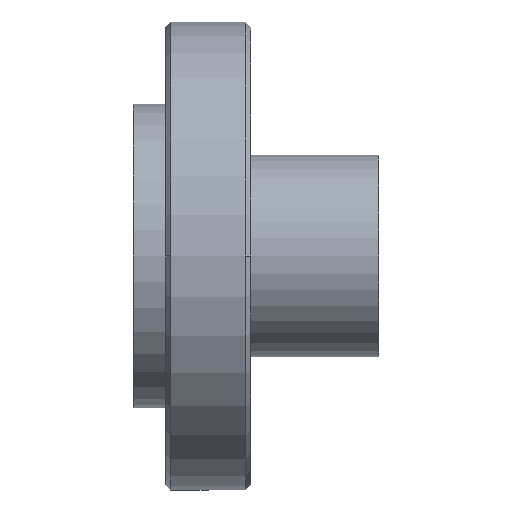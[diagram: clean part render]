
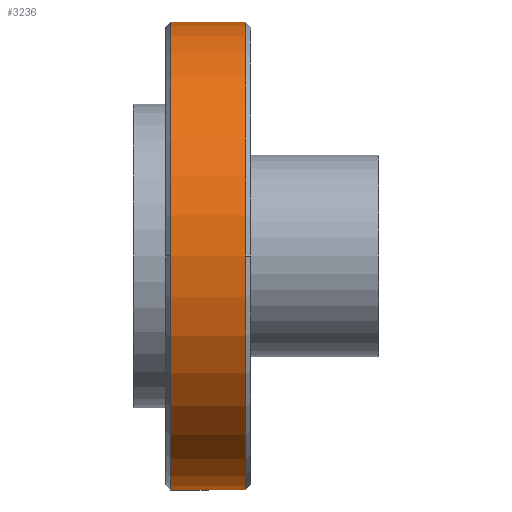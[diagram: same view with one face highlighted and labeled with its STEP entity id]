
A CAD part, left-side view. The second image highlights one B-rep face of the part: STEP entity #3236.
In plain terms, the highlighted cylindrical face has radius 34.925 mm (diameter 69.85 mm), a partial arc.
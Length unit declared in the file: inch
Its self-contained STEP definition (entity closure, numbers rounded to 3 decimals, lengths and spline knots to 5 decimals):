
#163 = AXIS2_PLACEMENT_3D ( 'NONE', #3647, #3646, #3643 ) ;
#192 = CARTESIAN_POINT ( 'NONE',  ( -1.375, -0.03, 0. ) ) ;
#199 = AXIS2_PLACEMENT_3D ( 'NONE', #1816, #1815, #1814 ) ;
#268 = VERTEX_POINT ( 'NONE', #2357 ) ;
#281 = VERTEX_POINT ( 'NONE', #2338 ) ;
#282 = VERTEX_POINT ( 'NONE', #2337 ) ;
#295 = VERTEX_POINT ( 'NONE', #2322 ) ;
#296 = VERTEX_POINT ( 'NONE', #2321 ) ;
#416 = ORIENTED_EDGE ( 'NONE', *, *, #1256, .F. ) ;
#417 = ORIENTED_EDGE ( 'NONE', *, *, #1325, .T. ) ;
#418 = ORIENTED_EDGE ( 'NONE', *, *, #1007, .T. ) ;
#419 = ORIENTED_EDGE ( 'NONE', *, *, #1220, .T. ) ;
#420 = ORIENTED_EDGE ( 'NONE', *, *, #1003, .F. ) ;
#421 = ORIENTED_EDGE ( 'NONE', *, *, #1044, .F. ) ;
#666 = EDGE_LOOP ( 'NONE', ( #416, #417, #418, #419, #420, #421 ) ) ;
#1003 = EDGE_CURVE ( 'NONE', #295, #282, #2134, .T. ) ;
#1007 = EDGE_CURVE ( 'NONE', #1760, #268, #2149, .T. ) ;
#1044 = EDGE_CURVE ( 'NONE', #296, #295, #2252, .T. ) ;
#1220 = EDGE_CURVE ( 'NONE', #268, #282, #2855, .T. ) ;
#1256 = EDGE_CURVE ( 'NONE', #281, #296, #3540, .T. ) ;
#1301 = AXIS2_PLACEMENT_3D ( 'NONE', #3046, #3045, #3044 ) ;
#1325 = EDGE_CURVE ( 'NONE', #281, #1760, #2078, .T. ) ;
#1335 = AXIS2_PLACEMENT_3D ( 'NONE', #1576, #1586, #1575 ) ;
#1342 = AXIS2_PLACEMENT_3D ( 'NONE', #1570, #1577, #1592 ) ;
#1570 = CARTESIAN_POINT ( 'NONE',  ( 0., -0.47, 0. ) ) ;
#1575 = DIRECTION ( 'NONE',  ( 0., 0., -1. ) ) ;
#1576 = CARTESIAN_POINT ( 'NONE',  ( 0., -0.03, 0. ) ) ;
#1577 = DIRECTION ( 'NONE',  ( 0., -1., 0. ) ) ;
#1586 = DIRECTION ( 'NONE',  ( 0., -1., 0. ) ) ;
#1592 = DIRECTION ( 'NONE',  ( 0., 0., 1. ) ) ;
#1760 = VERTEX_POINT ( 'NONE', #192 ) ;
#1814 = DIRECTION ( 'NONE',  ( 0., 0., -1. ) ) ;
#1815 = DIRECTION ( 'NONE',  ( 0., -1., 0. ) ) ;
#1816 = CARTESIAN_POINT ( 'NONE',  ( 0., -0.03, 0. ) ) ;
#1853 = DIRECTION ( 'NONE',  ( 0., -1., 0. ) ) ;
#1854 = CARTESIAN_POINT ( 'NONE',  ( 0., 0., 1.375 ) ) ;
#1879 = DIRECTION ( 'NONE',  ( 0., -1., 0. ) ) ;
#1880 = CARTESIAN_POINT ( 'NONE',  ( 0., 0., -1.375 ) ) ;
#2078 = CIRCLE ( 'NONE', #199, 1.375 ) ;
#2134 = CIRCLE ( 'NONE', #1342, 1.375 ) ;
#2149 = CIRCLE ( 'NONE', #1335, 1.375 ) ;
#2252 = CIRCLE ( 'NONE', #1301, 1.375 ) ;
#2321 = CARTESIAN_POINT ( 'NONE',  ( 0., -0.47, 1.375 ) ) ;
#2322 = CARTESIAN_POINT ( 'NONE',  ( -1.375, -0.47, 0. ) ) ;
#2337 = CARTESIAN_POINT ( 'NONE',  ( 0., -0.47, -1.375 ) ) ;
#2338 = CARTESIAN_POINT ( 'NONE',  ( 0., -0.03, 1.375 ) ) ;
#2357 = CARTESIAN_POINT ( 'NONE',  ( 0., -0.03, -1.375 ) ) ;
#2611 = FACE_OUTER_BOUND ( 'NONE', #666, .T. ) ;
#2618 = CYLINDRICAL_SURFACE ( 'NONE', #163, 1.375 ) ;
#2855 = LINE ( 'NONE', #1880, #2858 ) ;
#2858 = VECTOR ( 'NONE', #1879, 39.37008 ) ;
#3044 = DIRECTION ( 'NONE',  ( 0., 0., 1. ) ) ;
#3045 = DIRECTION ( 'NONE',  ( 0., -1., 0. ) ) ;
#3046 = CARTESIAN_POINT ( 'NONE',  ( 0., -0.47, 0. ) ) ;
#3236 = ADVANCED_FACE ( 'NONE', ( #2611 ), #2618, .T. ) ;
#3540 = LINE ( 'NONE', #1854, #3548 ) ;
#3548 = VECTOR ( 'NONE', #1853, 39.37008 ) ;
#3643 = DIRECTION ( 'NONE',  ( 0., 0., -1. ) ) ;
#3646 = DIRECTION ( 'NONE',  ( 0., -1., 0. ) ) ;
#3647 = CARTESIAN_POINT ( 'NONE',  ( 0., 0., 0. ) ) ;
